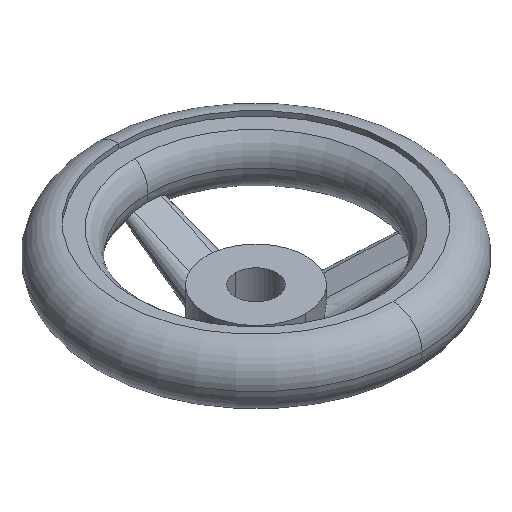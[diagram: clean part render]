
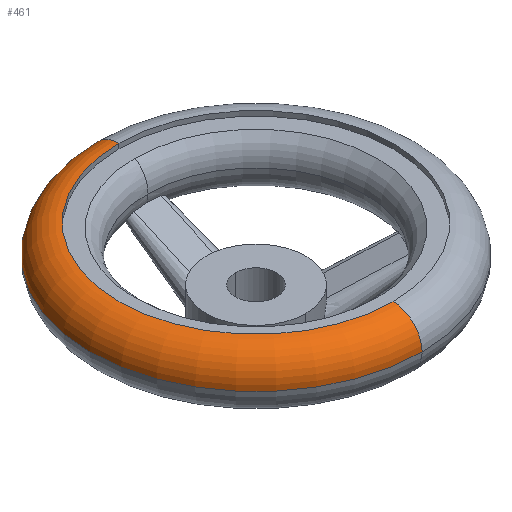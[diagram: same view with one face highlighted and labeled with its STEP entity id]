
A CAD part, isometric view. The second image highlights one B-rep face of the part: STEP entity #461.
In plain terms, the highlighted toroidal (fillet/blend) face has major radius 33 mm and minor radius 7 mm.
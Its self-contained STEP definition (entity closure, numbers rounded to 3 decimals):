
#219=VERTEX_POINT('',#580);
#251=EDGE_CURVE('',#459,#455,#618,.T.);
#265=EDGE_CURVE('',#463,#455,#635,.T.);
#325=EDGE_CURVE('',#463,#219,#700,.T.);
#455=VERTEX_POINT('',#844);
#459=VERTEX_POINT('',#849);
#461=ADVANCED_FACE('',(#851),#852,.T.);
#463=VERTEX_POINT('',#854);
#527=EDGE_CURVE('',#459,#219,#923,.T.);
#580=CARTESIAN_POINT('',(0.,-40.0,22.0));
#618=CIRCLE('',#1086,33.0);
#635=CIRCLE('',#1106,7.0);
#700=CIRCLE('',#1263,40.0);
#844=CARTESIAN_POINT('',(0.,33.0,29.0));
#849=CARTESIAN_POINT('',(0.,-33.0,29.0));
#851=FACE_OUTER_BOUND('',#1629,.T.);
#852=TOROIDAL_SURFACE('',#1630,33.0,7.0);
#854=CARTESIAN_POINT('',(0.,40.0,22.0));
#923=CIRCLE('',#1777,7.0);
#1086=AXIS2_PLACEMENT_3D('',#1891,#1892,#1893);
#1106=AXIS2_PLACEMENT_3D('',#1917,#1918,#1919);
#1263=AXIS2_PLACEMENT_3D('',#1986,#1987,#1988);
#1629=EDGE_LOOP('',(#2175,#2176,#2177,#2178));
#1630=AXIS2_PLACEMENT_3D('',#2179,#2180,#2181);
#1777=AXIS2_PLACEMENT_3D('',#2247,#2248,#2249);
#1891=CARTESIAN_POINT('',(0.,0.,29.0));
#1892=DIRECTION('',(0.,0.,-1.0));
#1893=DIRECTION('',(0.,1.0,0.));
#1917=CARTESIAN_POINT('',(0.,33.0,22.0));
#1918=DIRECTION('',(1.0,0.,0.));
#1919=DIRECTION('',(0.,1.0,0.));
#1986=CARTESIAN_POINT('',(0.,0.,22.0));
#1987=DIRECTION('',(0.,0.,1.0));
#1988=DIRECTION('',(1.0,0.0,0.));
#2175=ORIENTED_EDGE('',*,*,#325,.T.);
#2176=ORIENTED_EDGE('',*,*,#527,.F.);
#2177=ORIENTED_EDGE('',*,*,#251,.T.);
#2178=ORIENTED_EDGE('',*,*,#265,.F.);
#2179=CARTESIAN_POINT('',(0.,0.,22.0));
#2180=DIRECTION('',(0.,0.,1.0));
#2181=DIRECTION('',(0.,1.0,0.0));
#2247=CARTESIAN_POINT('',(0.,-33.0,22.0));
#2248=DIRECTION('',(1.0,0.,0.));
#2249=DIRECTION('',(0.,-1.0,0.));
